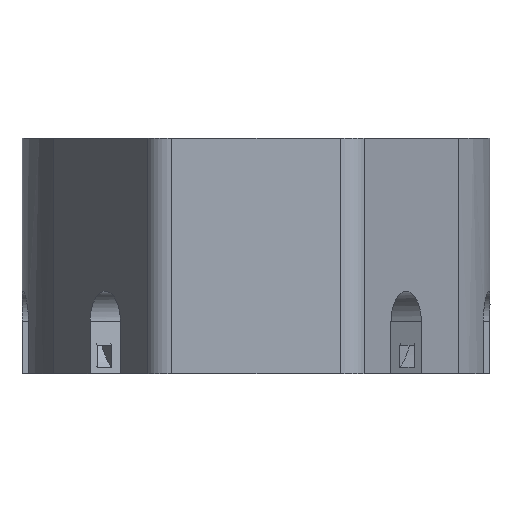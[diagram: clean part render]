
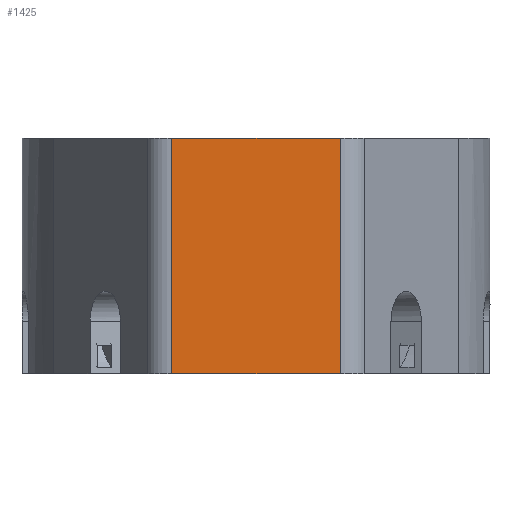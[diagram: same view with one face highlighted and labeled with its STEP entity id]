
A CAD part, front view. The second image highlights one B-rep face of the part: STEP entity #1425.
In plain terms, the highlighted planar face has unit normal (0, -1, 0).
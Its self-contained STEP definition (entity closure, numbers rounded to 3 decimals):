
#61=PLANE('',#1569);
#133=FACE_OUTER_BOUND('',#209,.T.);
#209=EDGE_LOOP('',(#1157,#1158,#1159,#1160));
#333=LINE('',#2391,#460);
#334=LINE('',#2396,#461);
#335=LINE('',#2397,#462);
#336=LINE('',#2398,#463);
#460=VECTOR('',#1913,10.);
#461=VECTOR('',#1918,10.);
#462=VECTOR('',#1919,10.);
#463=VECTOR('',#1920,10.);
#676=VERTEX_POINT('',#2388);
#677=VERTEX_POINT('',#2390);
#678=VERTEX_POINT('',#2394);
#679=VERTEX_POINT('',#2395);
#865=EDGE_CURVE('',#676,#677,#333,.T.);
#867=EDGE_CURVE('',#678,#679,#334,.T.);
#868=EDGE_CURVE('',#677,#678,#335,.T.);
#869=EDGE_CURVE('',#679,#676,#336,.T.);
#1157=ORIENTED_EDGE('',*,*,#867,.F.);
#1158=ORIENTED_EDGE('',*,*,#868,.F.);
#1159=ORIENTED_EDGE('',*,*,#865,.F.);
#1160=ORIENTED_EDGE('',*,*,#869,.F.);
#1425=ADVANCED_FACE('',(#133),#61,.T.);
#1569=AXIS2_PLACEMENT_3D('',#2393,#1916,#1917);
#1913=DIRECTION('',(0.,0.,1.));
#1916=DIRECTION('center_axis',(0.,-1.,0.));
#1917=DIRECTION('ref_axis',(1.,0.,0.));
#1918=DIRECTION('',(0.,0.,-1.));
#1919=DIRECTION('',(1.,0.,0.));
#1920=DIRECTION('',(-1.,0.,0.));
#2388=CARTESIAN_POINT('',(-15.32,-53.466,-46.78));
#2390=CARTESIAN_POINT('',(-15.32,-53.466,-4.));
#2391=CARTESIAN_POINT('',(-15.32,-53.466,-34.28));
#2393=CARTESIAN_POINT('Origin',(-18.206,-53.466,-46.78));
#2394=CARTESIAN_POINT('',(15.32,-53.466,-4.));
#2395=CARTESIAN_POINT('',(15.32,-53.466,-46.78));
#2396=CARTESIAN_POINT('',(15.32,-53.466,-34.28));
#2397=CARTESIAN_POINT('',(18.206,-53.466,-4.));
#2398=CARTESIAN_POINT('',(18.206,-53.466,-46.78));
